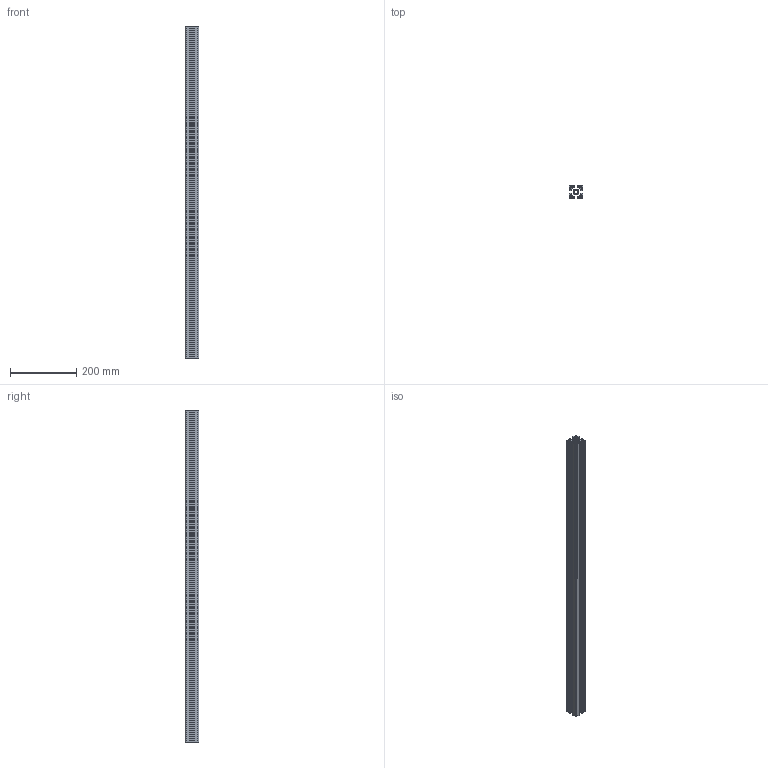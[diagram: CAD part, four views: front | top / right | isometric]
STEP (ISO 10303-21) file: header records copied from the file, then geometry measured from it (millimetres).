
FILE_DESCRIPTION (( 'STEP AP203' ), '1' );
FILE_NAME ('40X40 AÐIR KANAL 10.STEP', '2016-04-06T09:21:44', ( '' ), ( '' ), 'SwSTEP 2.0', 'SolidWorks 2016', '' );
FILE_SCHEMA (( 'CONFIG_CONTROL_DESIGN' ));
Length unit declared in the file: millimetre
Products named in the file (1): 40X40 A粁R KANAL 10
Bounding box: 40 x 40 x 1000 mm (x, y, z)
Volume: 612354 mm3; surface area: 500900.1 mm2
Topology: 1 solids, 1 shells, 393 faces, 1173 edges, 782 vertices
Faces by surface type: cylinder 215, plane 178
Entity records: 13454 total; most frequent: DIRECTION 2391, CARTESIAN_POINT 2349, ORIENTED_EDGE 2346, EDGE_CURVE 1173, AXIS2_PLACEMENT_3D 824, VERTEX_POINT 782, LINE 743, VECTOR 743
